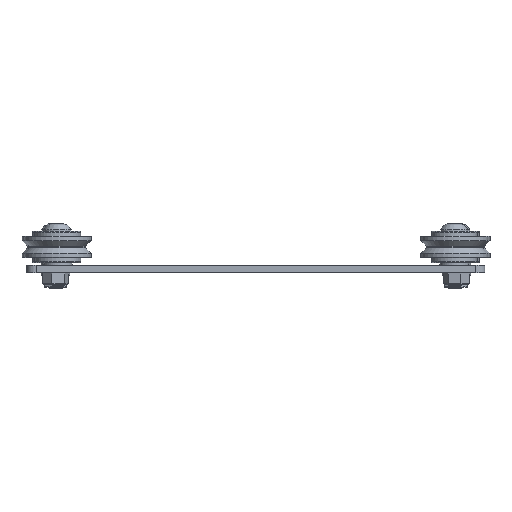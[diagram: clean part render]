
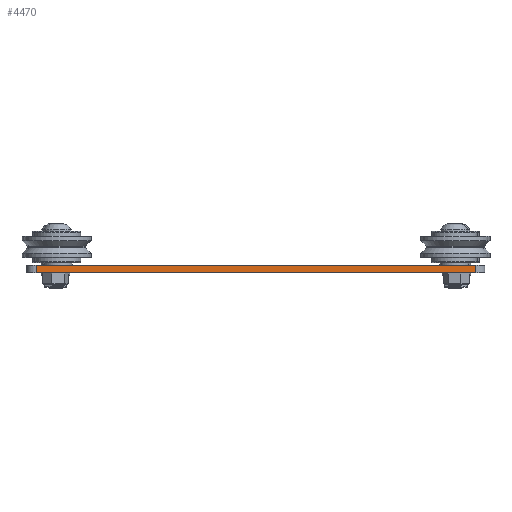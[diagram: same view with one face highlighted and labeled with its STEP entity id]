
A CAD part, front view. The second image highlights one B-rep face of the part: STEP entity #4470.
In plain terms, the highlighted planar face has unit normal (0, -1, 0).
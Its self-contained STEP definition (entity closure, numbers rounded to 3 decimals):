
#969=FACE_OUTER_BOUND($,#1214,.T.);
#1214=EDGE_LOOP($,(#3364,#3365,#3366,#3367));
#1495=LINE($,#6295,#1679);
#1515=LINE($,#6385,#1699);
#1519=LINE($,#6398,#1703);
#1573=LINE($,#6557,#1757);
#1679=VECTOR($,#5259,2.657);
#1699=VECTOR($,#5331,153.65);
#1703=VECTOR($,#5345,2.657);
#1757=VECTOR($,#5529,153.65);
#1874=VERTEX_POINT($,#6288);
#1877=VERTEX_POINT($,#6293);
#1921=VERTEX_POINT($,#6383);
#1925=VERTEX_POINT($,#6396);
#2434=EDGE_CURVE($,#1877,#1874,#1495,.T.);
#2479=EDGE_CURVE($,#1877,#1921,#1515,.T.);
#2485=EDGE_CURVE($,#1925,#1921,#1519,.T.);
#2562=EDGE_CURVE($,#1925,#1874,#1573,.T.);
#3364=ORIENTED_EDGE($,*,*,#2434,.F.);
#3365=ORIENTED_EDGE($,*,*,#2479,.T.);
#3366=ORIENTED_EDGE($,*,*,#2485,.F.);
#3367=ORIENTED_EDGE($,*,*,#2562,.T.);
#4340=PLANE($,#4790);
#4470=ADVANCED_FACE($,(#969),#4340,.T.);
#4790=AXIS2_PLACEMENT_3D($,#6556,#5527,#5528);
#5259=DIRECTION($,(0.,0.,1.));
#5331=DIRECTION($,(1.,0.,0.));
#5345=DIRECTION($,(0.,0.,-1.));
#5527=DIRECTION('center_axis',(0.,-1.,0.));
#5528=DIRECTION('ref_axis',(0.,0.,-1.));
#5529=DIRECTION($,(-1.,0.,0.));
#6288=CARTESIAN_POINT('',(14.113,8.204,2.657));
#6293=CARTESIAN_POINT('',(14.113,8.204,0.));
#6295=CARTESIAN_POINT($,(14.113,8.204,0.));
#6383=CARTESIAN_POINT('',(167.763,8.204,0.));
#6385=CARTESIAN_POINT($,(10.938,8.204,0.));
#6396=CARTESIAN_POINT('',(167.763,8.204,2.657));
#6398=CARTESIAN_POINT($,(167.763,8.204,0.));
#6556=CARTESIAN_POINT('Origin',(170.938,8.204,0.));
#6557=CARTESIAN_POINT($,(10.938,8.204,2.657));
